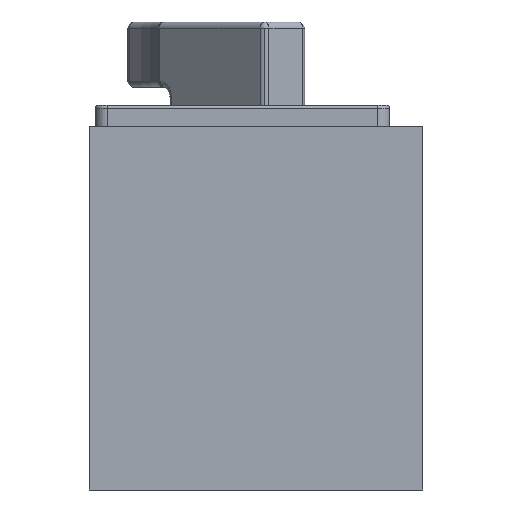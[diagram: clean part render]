
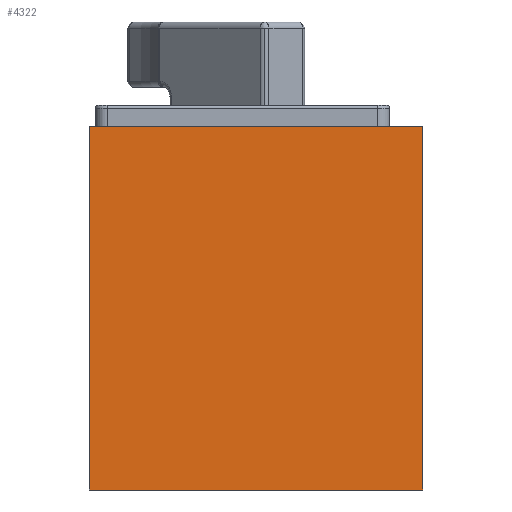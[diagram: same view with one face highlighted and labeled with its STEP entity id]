
A CAD part, left-side view. The second image highlights one B-rep face of the part: STEP entity #4322.
In plain terms, the highlighted planar face has unit normal (-1, 0, 0).
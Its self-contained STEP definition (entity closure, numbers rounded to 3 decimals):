
#74 = CARTESIAN_POINT ( 'NONE',  ( -31.925, 27.789, 47.7 ) ) ;
#81 = DIRECTION ( 'NONE',  ( 0., 0., 1. ) ) ;
#505 = DIRECTION ( 'NONE',  ( 0., -1., 0. ) ) ;
#605 = LINE ( 'NONE', #2832, #3739 ) ;
#977 = CARTESIAN_POINT ( 'NONE',  ( -31.925, -27.711, 108.3 ) ) ;
#999 = ORIENTED_EDGE ( 'NONE', *, *, #3490, .F. ) ;
#1158 = ORIENTED_EDGE ( 'NONE', *, *, #5199, .T. ) ;
#1564 = CARTESIAN_POINT ( 'NONE',  ( -31.925, 27.789, 47.7 ) ) ;
#1646 = DIRECTION ( 'NONE',  ( 0., -1., 0. ) ) ;
#1728 = ORIENTED_EDGE ( 'NONE', *, *, #5011, .F. ) ;
#1748 = ORIENTED_EDGE ( 'NONE', *, *, #4066, .T. ) ;
#2152 = FACE_OUTER_BOUND ( 'NONE', #5109, .T. ) ;
#2579 = CARTESIAN_POINT ( 'NONE',  ( -31.925, -27.711, 47.7 ) ) ;
#2832 = CARTESIAN_POINT ( 'NONE',  ( -31.925, -27.711, 47.7 ) ) ;
#3214 = VERTEX_POINT ( 'NONE', #1564 ) ;
#3319 = VERTEX_POINT ( 'NONE', #2579 ) ;
#3490 = EDGE_CURVE ( 'NONE', #3214, #4464, #5851, .T. ) ;
#3532 = VECTOR ( 'NONE', #505, 1000. ) ;
#3688 = DIRECTION ( 'NONE',  ( 0., 0., 1. ) ) ;
#3739 = VECTOR ( 'NONE', #81, 1000. ) ;
#3856 = PLANE ( 'NONE',  #5489 ) ;
#3968 = CARTESIAN_POINT ( 'NONE',  ( -31.925, 27.789, 108.3 ) ) ;
#3985 = DIRECTION ( 'NONE',  ( -1., 0., 0. ) ) ;
#4023 = CARTESIAN_POINT ( 'NONE',  ( -31.925, 27.789, 47.7 ) ) ;
#4066 = EDGE_CURVE ( 'NONE', #3319, #4172, #605, .T. ) ;
#4172 = VERTEX_POINT ( 'NONE', #977 ) ;
#4190 = CARTESIAN_POINT ( 'NONE',  ( -31.925, 27.789, 47.7 ) ) ;
#4322 = ADVANCED_FACE ( 'NONE', ( #2152 ), #3856, .T. ) ;
#4403 = VECTOR ( 'NONE', #3688, 1000. ) ;
#4464 = VERTEX_POINT ( 'NONE', #5411 ) ;
#4758 = LINE ( 'NONE', #74, #3532 ) ;
#4861 = DIRECTION ( 'NONE',  ( 0., -1., 0. ) ) ;
#5011 = EDGE_CURVE ( 'NONE', #4464, #4172, #5616, .T. ) ;
#5098 = VECTOR ( 'NONE', #4861, 1000. ) ;
#5109 = EDGE_LOOP ( 'NONE', ( #1728, #999, #1158, #1748 ) ) ;
#5199 = EDGE_CURVE ( 'NONE', #3214, #3319, #4758, .T. ) ;
#5411 = CARTESIAN_POINT ( 'NONE',  ( -31.925, 27.789, 108.3 ) ) ;
#5489 = AXIS2_PLACEMENT_3D ( 'NONE', #4023, #3985, #1646 ) ;
#5616 = LINE ( 'NONE', #3968, #5098 ) ;
#5851 = LINE ( 'NONE', #4190, #4403 ) ;
